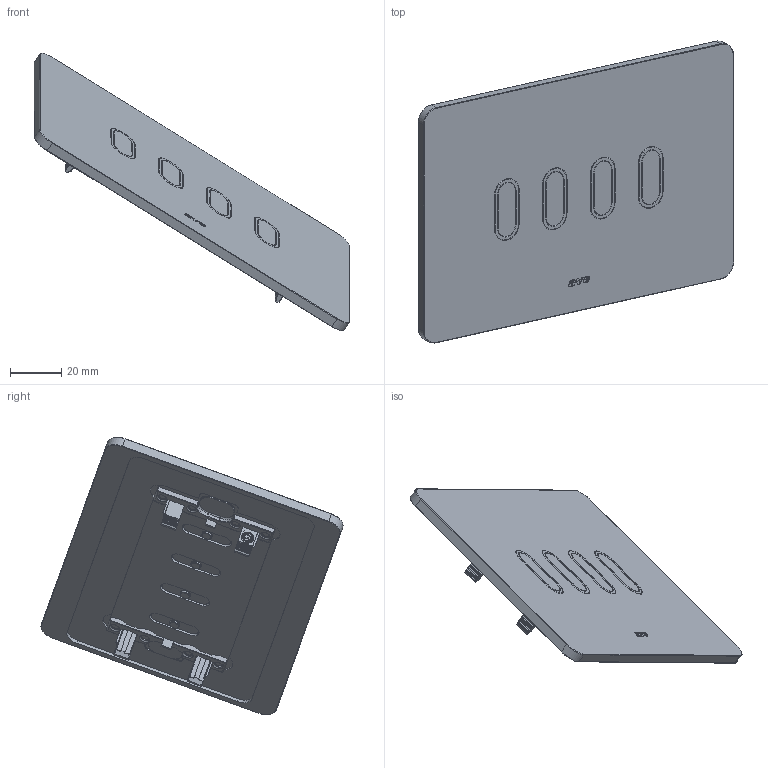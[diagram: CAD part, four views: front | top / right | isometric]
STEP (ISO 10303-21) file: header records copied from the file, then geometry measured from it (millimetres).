
FILE_DESCRIPTION(('CATIA V5 STEP Exchange'),'2;1');
FILE_NAME('44PSMCTC4B.stp','2024-10-11T09:34:03+00:00',('none'),('none'),'CATIA Version 5-6 Release 2016 SP6','CATIA V5 STEP AP203','none');
FILE_SCHEMA(('CONFIG_CONTROL_DESIGN'));
Length unit declared in the file: millimetre
Products named in the file (1): 44PSMCTC4@
Assembly tree (12 placements, depth 2):
  44PSMCTC4@
    #57
    #9672  x2
    #21333  x4
    #21508  x4
    #22979
Bounding box: 123.59 x 118.45 x 108.76 mm (x, y, z)
Volume: 49582 mm3; surface area: 39308.8 mm2
Topology: 11 solids, 11 shells, 1098 faces, 2752 edges, 1684 vertices
Faces by surface type: plane 429, cylinder 400, torus 92, bspline 76, extrusion 37, sphere 36, cone 28
Entity records: 22995 total; most frequent: CARTESIAN_POINT 8699, ORIENTED_EDGE 3226, DIRECTION 2283, EDGE_CURVE 1613, VERTEX_POINT 1023, AXIS2_PLACEMENT_3D 903, VECTOR 895, LINE 858
